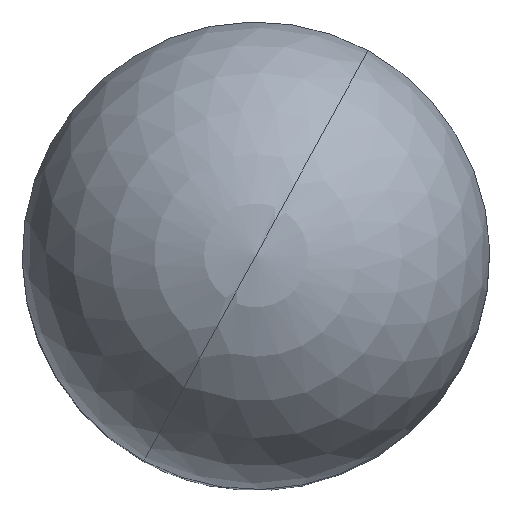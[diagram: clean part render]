
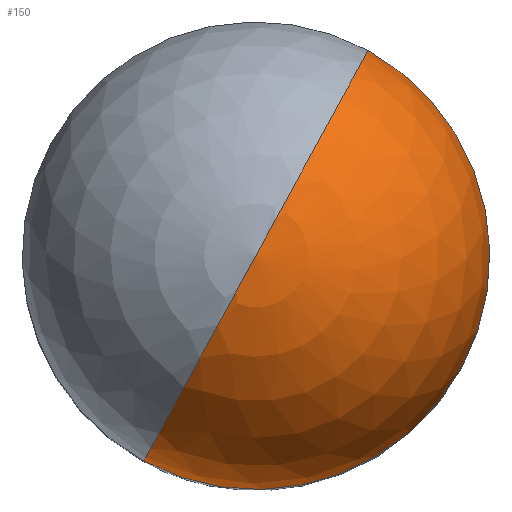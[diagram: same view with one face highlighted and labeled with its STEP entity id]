
A CAD part, top view. The second image highlights one B-rep face of the part: STEP entity #150.
In plain terms, the highlighted spherical face has radius 1.5 mm.
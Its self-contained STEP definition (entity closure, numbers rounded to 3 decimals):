
#119=CARTESIAN_POINT('Axis2P3D Location',(0.,0.,4.1)) ;
#124=CARTESIAN_POINT('Axis2P3D Location',(0.,0.,4.1)) ;
#128=CARTESIAN_POINT('Vertex',(0.719,1.316,4.1)) ;
#130=CARTESIAN_POINT('Vertex',(-0.719,-1.316,4.1)) ;
#133=CARTESIAN_POINT('Axis2P3D Location',(0.,0.,4.1)) ;
#137=CARTESIAN_POINT('Vertex',(0.,0.,5.6)) ;
#140=CARTESIAN_POINT('Axis2P3D Location',(0.,0.,4.1)) ;
#120=DIRECTION('Axis2P3D Direction',(0.,0.,-1.)) ;
#121=DIRECTION('Axis2P3D XDirection',(0.479,0.878,0.)) ;
#125=DIRECTION('Axis2P3D Direction',(0.,0.,-1.)) ;
#134=DIRECTION('Axis2P3D Direction',(-0.878,0.479,0.)) ;
#141=DIRECTION('Axis2P3D Direction',(0.878,-0.479,0.)) ;
#122=AXIS2_PLACEMENT_3D('Sphere Axis2P3D',#119,#120,#121) ;
#126=AXIS2_PLACEMENT_3D('Circle Axis2P3D',#124,#125,$) ;
#135=AXIS2_PLACEMENT_3D('Circle Axis2P3D',#133,#134,$) ;
#142=AXIS2_PLACEMENT_3D('Circle Axis2P3D',#140,#141,$) ;
#146=ORIENTED_EDGE('',*,*,#132,.F.) ;
#147=ORIENTED_EDGE('',*,*,#139,.T.) ;
#148=ORIENTED_EDGE('',*,*,#144,.F.) ;
#150=ADVANCED_FACE('\X2\FF8AFF9FFF70FF82\X0\ \X2\FF8EFF9EFF83FF9EFF68FF70\X0\',(#149),#123,.T.) ;
#127=CIRCLE('generated circle',#126,1.5) ;
#136=CIRCLE('generated circle',#135,1.5) ;
#143=CIRCLE('generated circle',#142,1.5) ;
#132=EDGE_CURVE('',#129,#131,#127,.T.) ;
#139=EDGE_CURVE('',#129,#138,#136,.F.) ;
#144=EDGE_CURVE('',#131,#138,#143,.F.) ;
#145=EDGE_LOOP('',(#146,#147,#148)) ;
#149=FACE_OUTER_BOUND('',#145,.T.) ;
#123=SPHERICAL_SURFACE('',#122,1.5) ;
#129=VERTEX_POINT('',#128) ;
#131=VERTEX_POINT('',#130) ;
#138=VERTEX_POINT('',#137) ;
